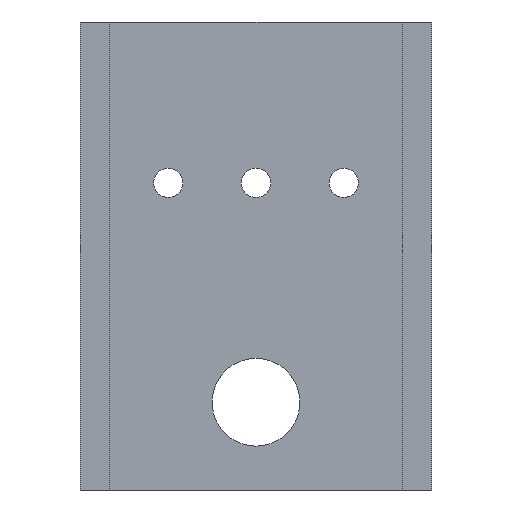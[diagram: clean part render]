
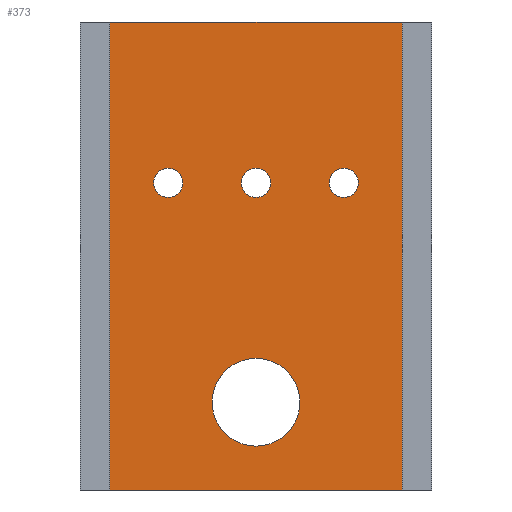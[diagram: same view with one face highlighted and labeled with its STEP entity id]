
A CAD part, left-side view. The second image highlights one B-rep face of the part: STEP entity #373.
In plain terms, the highlighted planar face has unit normal (-1, 0, 0).
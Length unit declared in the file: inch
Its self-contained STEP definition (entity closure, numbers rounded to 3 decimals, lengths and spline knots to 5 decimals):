
#17 = FACE_BOUND ( 'NONE', #242, .T. ) ;
#29 = DIRECTION ( 'NONE',  ( 0., -1., 0. ) ) ;
#33 = CIRCLE ( 'NONE', #508, 0.0625 ) ;
#45 = CARTESIAN_POINT ( 'NONE',  ( -0.125, -0.625, 2. ) ) ;
#48 = PLANE ( 'NONE',  #579 ) ;
#68 = CARTESIAN_POINT ( 'NONE',  ( -0.125, -0.625, 0. ) ) ;
#75 = CIRCLE ( 'NONE', #795, 0.0625 ) ;
#91 = ORIENTED_EDGE ( 'NONE', *, *, #236, .F. ) ;
#92 = VECTOR ( 'NONE', #460, 39.37008 ) ;
#103 = ORIENTED_EDGE ( 'NONE', *, *, #346, .T. ) ;
#110 = CIRCLE ( 'NONE', #782, 0.1875 ) ;
#112 = CARTESIAN_POINT ( 'NONE',  ( -0.125, 0., 1.375 ) ) ;
#119 = EDGE_CURVE ( 'NONE', #741, #571, #121, .T. ) ;
#121 = CIRCLE ( 'NONE', #169, 0.0625 ) ;
#128 = VERTEX_POINT ( 'NONE', #524 ) ;
#133 = CARTESIAN_POINT ( 'NONE',  ( -0.125, 0.625, 2. ) ) ;
#138 = CIRCLE ( 'NONE', #362, 0.0625 ) ;
#144 = DIRECTION ( 'NONE',  ( 0., 0., -1. ) ) ;
#160 = ORIENTED_EDGE ( 'NONE', *, *, #300, .F. ) ;
#169 = AXIS2_PLACEMENT_3D ( 'NONE', #706, #776, #441 ) ;
#170 = DIRECTION ( 'NONE',  ( 0., 0., -1. ) ) ;
#171 = DIRECTION ( 'NONE',  ( 1., 0., 0. ) ) ;
#172 = EDGE_CURVE ( 'NONE', #542, #600, #433, .T. ) ;
#175 = CARTESIAN_POINT ( 'NONE',  ( -0.125, 0.625, 0. ) ) ;
#178 = VECTOR ( 'NONE', #29, 39.37008 ) ;
#198 = LINE ( 'NONE', #133, #178 ) ;
#199 = ORIENTED_EDGE ( 'NONE', *, *, #534, .T. ) ;
#201 = DIRECTION ( 'NONE',  ( 0., 0., -1. ) ) ;
#204 = EDGE_CURVE ( 'NONE', #571, #741, #226, .T. ) ;
#205 = VERTEX_POINT ( 'NONE', #68 ) ;
#206 = DIRECTION ( 'NONE',  ( 1., 0., 0. ) ) ;
#208 = DIRECTION ( 'NONE',  ( 0., 0., -1. ) ) ;
#226 = CIRCLE ( 'NONE', #366, 0.0625 ) ;
#227 = EDGE_CURVE ( 'NONE', #643, #128, #138, .T. ) ;
#236 = EDGE_CURVE ( 'NONE', #729, #205, #427, .T. ) ;
#237 = ORIENTED_EDGE ( 'NONE', *, *, #119, .T. ) ;
#239 = FACE_BOUND ( 'NONE', #556, .T. ) ;
#242 = EDGE_LOOP ( 'NONE', ( #482, #199 ) ) ;
#246 = CARTESIAN_POINT ( 'NONE',  ( -0.125, -0.625, 2. ) ) ;
#266 = DIRECTION ( 'NONE',  ( 1., 0., 0. ) ) ;
#282 = ORIENTED_EDGE ( 'NONE', *, *, #629, .T. ) ;
#292 = CARTESIAN_POINT ( 'NONE',  ( -0.125, 0., 0.1875 ) ) ;
#297 = CARTESIAN_POINT ( 'NONE',  ( -0.125, 0., 1.3125 ) ) ;
#300 = EDGE_CURVE ( 'NONE', #600, #729, #198, .T. ) ;
#318 = DIRECTION ( 'NONE',  ( 0., 0., -1. ) ) ;
#321 = FACE_BOUND ( 'NONE', #589, .T. ) ;
#324 = DIRECTION ( 'NONE',  ( 1., 0., 0. ) ) ;
#343 = DIRECTION ( 'NONE',  ( 1., 0., 0. ) ) ;
#346 = EDGE_CURVE ( 'NONE', #465, #525, #33, .T. ) ;
#351 = FACE_OUTER_BOUND ( 'NONE', #786, .T. ) ;
#356 = ORIENTED_EDGE ( 'NONE', *, *, #172, .F. ) ;
#358 = ORIENTED_EDGE ( 'NONE', *, *, #825, .T. ) ;
#362 = AXIS2_PLACEMENT_3D ( 'NONE', #670, #266, #170 ) ;
#366 = AXIS2_PLACEMENT_3D ( 'NONE', #578, #206, #765 ) ;
#373 = ADVANCED_FACE ( 'NONE', ( #321, #607, #239, #17, #351 ), #48, .F. ) ;
#387 = CARTESIAN_POINT ( 'NONE',  ( -0.125, 0.625, 2. ) ) ;
#404 = VECTOR ( 'NONE', #568, 39.37008 ) ;
#409 = CARTESIAN_POINT ( 'NONE',  ( -0.125, 0.375, 1.25 ) ) ;
#410 = EDGE_LOOP ( 'NONE', ( #358, #282 ) ) ;
#427 = LINE ( 'NONE', #45, #404 ) ;
#433 = LINE ( 'NONE', #387, #92 ) ;
#438 = CARTESIAN_POINT ( 'NONE',  ( -0.125, 0., 0. ) ) ;
#439 = CARTESIAN_POINT ( 'NONE',  ( -0.125, 0., 0.5625 ) ) ;
#441 = DIRECTION ( 'NONE',  ( 0., 0., -1. ) ) ;
#444 = CIRCLE ( 'NONE', #539, 0.1875 ) ;
#457 = VECTOR ( 'NONE', #781, 39.37008 ) ;
#460 = DIRECTION ( 'NONE',  ( 0., 0., 1. ) ) ;
#465 = VERTEX_POINT ( 'NONE', #733 ) ;
#466 = CARTESIAN_POINT ( 'NONE',  ( -0.125, 0., 1.3125 ) ) ;
#468 = DIRECTION ( 'NONE',  ( 0., 0., -1. ) ) ;
#471 = CARTESIAN_POINT ( 'NONE',  ( -0.125, 0.375, 1.3125 ) ) ;
#475 = DIRECTION ( 'NONE',  ( 1., 0., 0. ) ) ;
#482 = ORIENTED_EDGE ( 'NONE', *, *, #227, .T. ) ;
#484 = EDGE_CURVE ( 'NONE', #525, #465, #75, .T. ) ;
#508 = AXIS2_PLACEMENT_3D ( 'NONE', #466, #324, #468 ) ;
#523 = CARTESIAN_POINT ( 'NONE',  ( -0.125, -0.375, 1.375 ) ) ;
#524 = CARTESIAN_POINT ( 'NONE',  ( -0.125, 0.375, 1.375 ) ) ;
#525 = VERTEX_POINT ( 'NONE', #112 ) ;
#534 = EDGE_CURVE ( 'NONE', #128, #643, #809, .T. ) ;
#539 = AXIS2_PLACEMENT_3D ( 'NONE', #796, #475, #201 ) ;
#542 = VERTEX_POINT ( 'NONE', #175 ) ;
#550 = CARTESIAN_POINT ( 'NONE',  ( -0.125, -0.375, 1.25 ) ) ;
#556 = EDGE_LOOP ( 'NONE', ( #745, #237 ) ) ;
#568 = DIRECTION ( 'NONE',  ( 0., 0., -1. ) ) ;
#571 = VERTEX_POINT ( 'NONE', #550 ) ;
#578 = CARTESIAN_POINT ( 'NONE',  ( -0.125, -0.375, 1.3125 ) ) ;
#579 = AXIS2_PLACEMENT_3D ( 'NONE', #438, #789, #208 ) ;
#589 = EDGE_LOOP ( 'NONE', ( #103, #727 ) ) ;
#597 = VERTEX_POINT ( 'NONE', #292 ) ;
#600 = VERTEX_POINT ( 'NONE', #648 ) ;
#607 = FACE_BOUND ( 'NONE', #410, .T. ) ;
#628 = CARTESIAN_POINT ( 'NONE',  ( -0.125, 0.625, 0. ) ) ;
#629 = EDGE_CURVE ( 'NONE', #801, #597, #444, .T. ) ;
#641 = LINE ( 'NONE', #628, #457 ) ;
#643 = VERTEX_POINT ( 'NONE', #409 ) ;
#648 = CARTESIAN_POINT ( 'NONE',  ( -0.125, 0.625, 2. ) ) ;
#670 = CARTESIAN_POINT ( 'NONE',  ( -0.125, 0.375, 1.3125 ) ) ;
#706 = CARTESIAN_POINT ( 'NONE',  ( -0.125, -0.375, 1.3125 ) ) ;
#727 = ORIENTED_EDGE ( 'NONE', *, *, #484, .T. ) ;
#729 = VERTEX_POINT ( 'NONE', #246 ) ;
#733 = CARTESIAN_POINT ( 'NONE',  ( -0.125, 0., 1.25 ) ) ;
#741 = VERTEX_POINT ( 'NONE', #523 ) ;
#742 = ORIENTED_EDGE ( 'NONE', *, *, #816, .F. ) ;
#745 = ORIENTED_EDGE ( 'NONE', *, *, #204, .T. ) ;
#765 = DIRECTION ( 'NONE',  ( 0., 0., -1. ) ) ;
#776 = DIRECTION ( 'NONE',  ( 1., 0., 0. ) ) ;
#778 = DIRECTION ( 'NONE',  ( 1., 0., 0. ) ) ;
#781 = DIRECTION ( 'NONE',  ( 0., 1., 0. ) ) ;
#782 = AXIS2_PLACEMENT_3D ( 'NONE', #832, #343, #831 ) ;
#786 = EDGE_LOOP ( 'NONE', ( #160, #356, #742, #91 ) ) ;
#789 = DIRECTION ( 'NONE',  ( 1., 0., 0. ) ) ;
#795 = AXIS2_PLACEMENT_3D ( 'NONE', #297, #171, #144 ) ;
#796 = CARTESIAN_POINT ( 'NONE',  ( -0.125, 0., 0.375 ) ) ;
#801 = VERTEX_POINT ( 'NONE', #439 ) ;
#809 = CIRCLE ( 'NONE', #830, 0.0625 ) ;
#816 = EDGE_CURVE ( 'NONE', #205, #542, #641, .T. ) ;
#825 = EDGE_CURVE ( 'NONE', #597, #801, #110, .T. ) ;
#830 = AXIS2_PLACEMENT_3D ( 'NONE', #471, #778, #318 ) ;
#831 = DIRECTION ( 'NONE',  ( 0., 0., -1. ) ) ;
#832 = CARTESIAN_POINT ( 'NONE',  ( -0.125, 0., 0.375 ) ) ;
